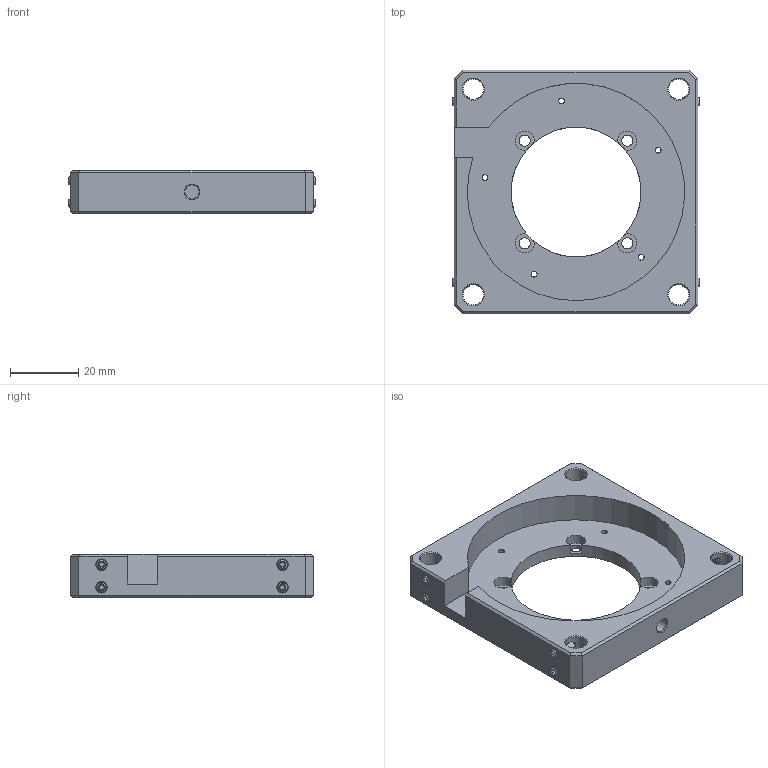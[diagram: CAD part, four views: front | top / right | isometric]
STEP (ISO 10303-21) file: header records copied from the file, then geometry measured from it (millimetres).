
FILE_DESCRIPTION(/* description */ (''),/* implementation_level */ '2;1');
FILE_NAME(/* name */ 'LCP03-PMT2101-CS25-two-way-adapter.stp',/* time_stamp */ '2017-11-25T19:19:15-05:00',/* author */ ('Valued Customer'),/* organization */ (''),/* preprocessor_version */ 'ST-DEVELOPER v16.1',/* originating_system */ 'Autodesk Inventor 2016',/* authorisation */ '');
FILE_SCHEMA (('AUTOMOTIVE_DESIGN { 1 0 10303 214 3 1 1 }'));
Length unit declared in the file: inch
Products named in the file (1): LCP03-PMT2101-CS25-two-way-adapter
Bounding box: 71.88 x 71.12 x 12.7 mm (x, y, z)
Volume: 29211.1 mm3; surface area: 15254.7 mm2
Topology: 9 solids, 9 shells, 486 faces, 1208 edges, 779 vertices
Faces by surface type: plane 292, bspline 109, cylinder 44, cone 41
Full cylindrical faces by diameter (mm): 1.702 x5, 2.261 x8, 2.845 x16, 3.277 x4, 4.166 x1, 6.02 x4, 37.926 x1
Entity records: 16586 total; most frequent: CARTESIAN_POINT 5758, ORIENTED_EDGE 2202, DIRECTION 1757, EDGE_CURVE 1101, VERTEX_POINT 752, LINE 747, VECTOR 747, EDGE_LOOP 651
